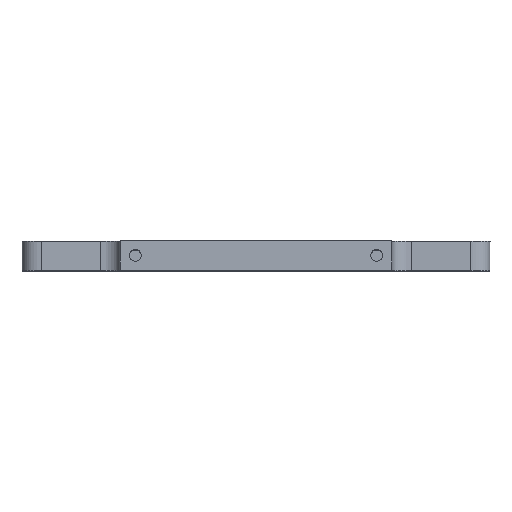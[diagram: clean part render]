
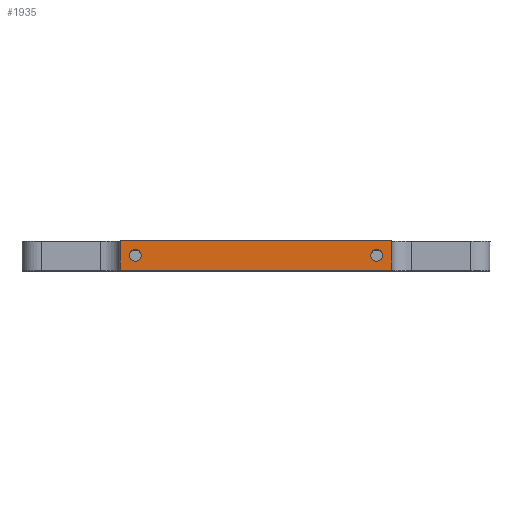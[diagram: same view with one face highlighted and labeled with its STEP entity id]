
A CAD part, top view. The second image highlights one B-rep face of the part: STEP entity #1935.
In plain terms, the highlighted free-form (B-spline) face has degree [1, 1] with [2, 2] control points.
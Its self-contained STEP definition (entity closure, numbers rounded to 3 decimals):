
#84=LINE('',#3094,#216);
#86=LINE('',#3101,#218);
#112=LINE('',#3451,#244);
#113=LINE('',#3452,#245);
#216=VECTOR('',#2315,1000.);
#218=VECTOR('',#2317,1000.);
#244=VECTOR('',#2359,1000.);
#245=VECTOR('',#2360,1000.);
#331=B_SPLINE_SURFACE_WITH_KNOTS('',1,1,((#3435,#3436),(#3437,#3438)),
 .PLANE_SURF.,.F.,.F.,.F.,(2,2),(2,2),(0.,1.),(0.,1.),.UNSPECIFIED.);
#561=ORIENTED_EDGE('',*,*,#1108,.F.);
#562=ORIENTED_EDGE('',*,*,#1109,.F.);
#563=ORIENTED_EDGE('',*,*,#1110,.F.);
#564=ORIENTED_EDGE('',*,*,#1111,.F.);
#565=ORIENTED_EDGE('',*,*,#1112,.F.);
#566=ORIENTED_EDGE('',*,*,#1113,.F.);
#567=ORIENTED_EDGE('',*,*,#1064,.T.);
#568=ORIENTED_EDGE('',*,*,#1114,.T.);
#569=ORIENTED_EDGE('',*,*,#1062,.F.);
#570=ORIENTED_EDGE('',*,*,#1115,.T.);
#1062=EDGE_CURVE('',#1325,#1326,#84,.T.);
#1064=EDGE_CURVE('',#1327,#1328,#86,.T.);
#1108=EDGE_CURVE('',#1369,#1370,#1480,.T.);
#1109=EDGE_CURVE('',#1371,#1369,#1481,.T.);
#1110=EDGE_CURVE('',#1370,#1371,#1482,.T.);
#1111=EDGE_CURVE('',#1372,#1373,#1483,.T.);
#1112=EDGE_CURVE('',#1374,#1372,#1484,.T.);
#1113=EDGE_CURVE('',#1373,#1374,#1485,.T.);
#1114=EDGE_CURVE('',#1328,#1326,#112,.T.);
#1115=EDGE_CURVE('',#1325,#1327,#113,.T.);
#1325=VERTEX_POINT('',#3093);
#1326=VERTEX_POINT('',#3095);
#1327=VERTEX_POINT('',#3102);
#1328=VERTEX_POINT('',#3103);
#1369=VERTEX_POINT('',#3440);
#1370=VERTEX_POINT('',#3441);
#1371=VERTEX_POINT('',#3443);
#1372=VERTEX_POINT('',#3446);
#1373=VERTEX_POINT('',#3447);
#1374=VERTEX_POINT('',#3449);
#1480=CIRCLE('',#2074,1.5);
#1481=CIRCLE('',#2075,1.5);
#1482=CIRCLE('',#2076,1.5);
#1483=CIRCLE('',#2077,1.5);
#1484=CIRCLE('',#2078,1.5);
#1485=CIRCLE('',#2079,1.5);
#1587=EDGE_LOOP('',(#561,#562,#563));
#1588=EDGE_LOOP('',(#564,#565,#566));
#1589=EDGE_LOOP('',(#567,#568,#569,#570));
#1737=FACE_BOUND('',#1587,.T.);
#1738=FACE_BOUND('',#1588,.T.);
#1739=FACE_BOUND('',#1589,.T.);
#1935=ADVANCED_FACE('',(#1737,#1738,#1739),#331,.T.);
#2074=AXIS2_PLACEMENT_3D('',#3439,#2347,#2348);
#2075=AXIS2_PLACEMENT_3D('',#3442,#2349,#2350);
#2076=AXIS2_PLACEMENT_3D('',#3444,#2351,#2352);
#2077=AXIS2_PLACEMENT_3D('',#3445,#2353,#2354);
#2078=AXIS2_PLACEMENT_3D('',#3448,#2355,#2356);
#2079=AXIS2_PLACEMENT_3D('',#3450,#2357,#2358);
#2315=DIRECTION('',(0.,1.,0.));
#2317=DIRECTION('',(0.,1.,0.));
#2347=DIRECTION('',(0.,0.,1.));
#2348=DIRECTION('',(1.,0.,0.));
#2349=DIRECTION('',(0.,0.,1.));
#2350=DIRECTION('',(1.,0.,0.));
#2351=DIRECTION('',(0.,0.,1.));
#2352=DIRECTION('',(1.,0.,0.));
#2353=DIRECTION('',(0.,0.,1.));
#2354=DIRECTION('',(1.,0.,0.));
#2355=DIRECTION('',(0.,0.,1.));
#2356=DIRECTION('',(1.,0.,0.));
#2357=DIRECTION('',(0.,0.,1.));
#2358=DIRECTION('',(1.,0.,0.));
#2359=DIRECTION('',(-1.,0.,0.));
#2360=DIRECTION('',(1.,0.,0.));
#3093=CARTESIAN_POINT('',(-34.435,0.,102.361));
#3094=CARTESIAN_POINT('',(-34.435,5.625,102.361));
#3095=CARTESIAN_POINT('',(-34.435,7.5,102.361));
#3101=CARTESIAN_POINT('',(34.365,5.625,102.361));
#3102=CARTESIAN_POINT('',(34.365,0.,102.361));
#3103=CARTESIAN_POINT('',(34.365,7.5,102.361));
#3435=CARTESIAN_POINT('',(-37.875,-0.375,102.361));
#3436=CARTESIAN_POINT('',(-37.875,7.875,102.361));
#3437=CARTESIAN_POINT('',(37.805,-0.375,102.361));
#3438=CARTESIAN_POINT('',(37.805,7.875,102.361));
#3439=CARTESIAN_POINT('',(-30.685,3.75,102.361));
#3440=CARTESIAN_POINT('',(-30.685,5.25,102.361));
#3441=CARTESIAN_POINT('',(-30.685,2.25,102.361));
#3442=CARTESIAN_POINT('',(-30.685,3.75,102.361));
#3443=CARTESIAN_POINT('',(-29.185,3.75,102.361));
#3444=CARTESIAN_POINT('',(-30.685,3.75,102.361));
#3445=CARTESIAN_POINT('',(30.615,3.75,102.361));
#3446=CARTESIAN_POINT('',(30.615,5.25,102.361));
#3447=CARTESIAN_POINT('',(30.615,2.25,102.361));
#3448=CARTESIAN_POINT('',(30.615,3.75,102.361));
#3449=CARTESIAN_POINT('',(32.115,3.75,102.361));
#3450=CARTESIAN_POINT('',(30.615,3.75,102.361));
#3451=CARTESIAN_POINT('',(-0.035,7.5,102.361));
#3452=CARTESIAN_POINT('',(-0.035,0.,102.361));
